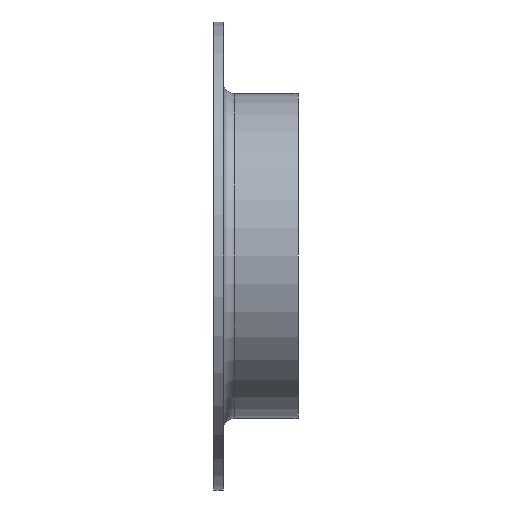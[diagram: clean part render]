
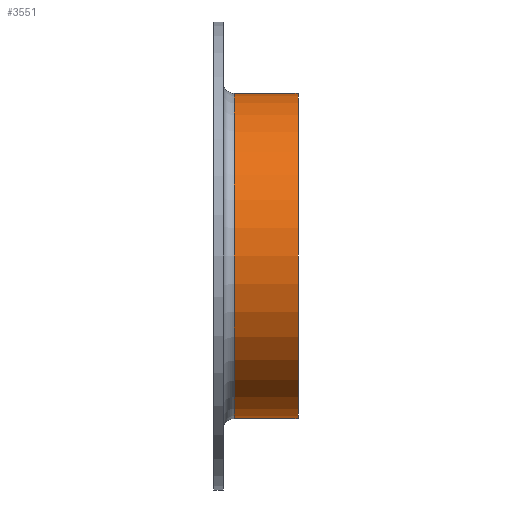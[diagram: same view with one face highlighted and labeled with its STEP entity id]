
A CAD part, front view. The second image highlights one B-rep face of the part: STEP entity #3551.
In plain terms, the highlighted cylindrical face has radius 44.45 mm (diameter 88.9 mm), a full revolution.
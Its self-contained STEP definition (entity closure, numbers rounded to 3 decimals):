
#554 = CARTESIAN_POINT ( 'NONE',  ( 23., 0., 44.45 ) ) ;
#814 = VERTEX_POINT ( 'NONE', #554 ) ;
#1371 = AXIS2_PLACEMENT_3D ( 'NONE', #15506, #15416, #12629 ) ;
#2259 = EDGE_LOOP ( 'NONE', ( #9827 ) ) ;
#3551 = ADVANCED_FACE ( 'NONE', ( #6605, #10519 ), #5406, .T. ) ;
#4620 = DIRECTION ( 'NONE',  ( 0., 0., 1. ) ) ;
#5406 = CYLINDRICAL_SURFACE ( 'NONE', #14611, 44.45 ) ;
#6020 = CARTESIAN_POINT ( 'NONE',  ( 5.5, 0., 44.45 ) ) ;
#6605 = FACE_OUTER_BOUND ( 'NONE', #12874, .T. ) ;
#7003 = DIRECTION ( 'NONE',  ( -1., 0., 0. ) ) ;
#7014 = EDGE_CURVE ( 'NONE', #8485, #8485, #16562, .T. ) ;
#8485 = VERTEX_POINT ( 'NONE', #6020 ) ;
#9827 = ORIENTED_EDGE ( 'NONE', *, *, #13353, .T. ) ;
#10265 = CIRCLE ( 'NONE', #11061, 44.45 ) ;
#10519 = FACE_OUTER_BOUND ( 'NONE', #2259, .T. ) ;
#11052 = ORIENTED_EDGE ( 'NONE', *, *, #7014, .T. ) ;
#11061 = AXIS2_PLACEMENT_3D ( 'NONE', #12343, #7003, #4620 ) ;
#12343 = CARTESIAN_POINT ( 'NONE',  ( 23., 0., 0. ) ) ;
#12629 = DIRECTION ( 'NONE',  ( 0., 0., 1. ) ) ;
#12874 = EDGE_LOOP ( 'NONE', ( #11052 ) ) ;
#13223 = DIRECTION ( 'NONE',  ( -1., 0., 0. ) ) ;
#13353 = EDGE_CURVE ( 'NONE', #814, #814, #10265, .T. ) ;
#14230 = CARTESIAN_POINT ( 'NONE',  ( 0., 0., 0. ) ) ;
#14611 = AXIS2_PLACEMENT_3D ( 'NONE', #14230, #13223, #15751 ) ;
#15416 = DIRECTION ( 'NONE',  ( 1., 0., 0. ) ) ;
#15506 = CARTESIAN_POINT ( 'NONE',  ( 5.5, 0., 0. ) ) ;
#15751 = DIRECTION ( 'NONE',  ( 0., 0., 1. ) ) ;
#16562 = CIRCLE ( 'NONE', #1371, 44.45 ) ;
